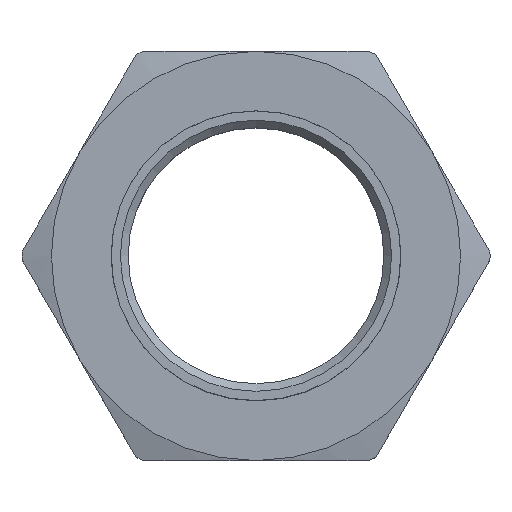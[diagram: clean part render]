
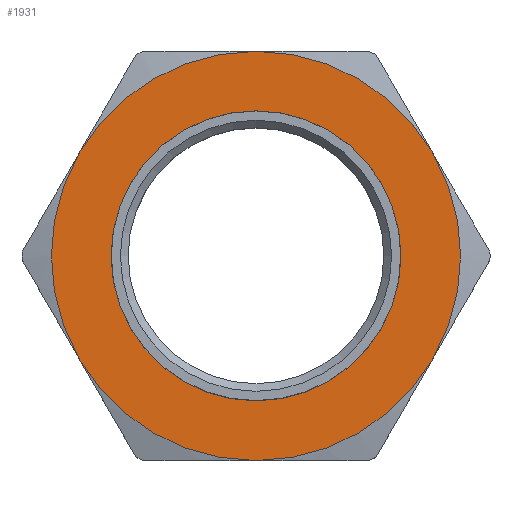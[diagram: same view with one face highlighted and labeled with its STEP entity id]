
A CAD part, top view. The second image highlights one B-rep face of the part: STEP entity #1931.
In plain terms, the highlighted planar face has unit normal (0, 0, 1).
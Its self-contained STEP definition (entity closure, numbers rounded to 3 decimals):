
#898=PLANE('',#1828);
#959=ORIENTED_EDGE('',*,*,#1231,.T.);
#960=ORIENTED_EDGE('',*,*,#1232,.T.);
#961=ORIENTED_EDGE('',*,*,#1233,.T.);
#962=ORIENTED_EDGE('',*,*,#1234,.T.);
#963=ORIENTED_EDGE('',*,*,#1235,.T.);
#964=ORIENTED_EDGE('',*,*,#1236,.T.);
#965=ORIENTED_EDGE('',*,*,#1237,.T.);
#966=ORIENTED_EDGE('',*,*,#1238,.T.);
#967=ORIENTED_EDGE('',*,*,#1239,.T.);
#968=ORIENTED_EDGE('',*,*,#1240,.T.);
#969=ORIENTED_EDGE('',*,*,#1223,.T.);
#970=ORIENTED_EDGE('',*,*,#1228,.T.);
#971=ORIENTED_EDGE('',*,*,#1241,.T.);
#1112=CIRCLE('',#1821,40.);
#1113=CIRCLE('',#1825,40.);
#1115=CIRCLE('',#1829,40.);
#1116=CIRCLE('',#1830,40.);
#1117=CIRCLE('',#1831,40.);
#1118=CIRCLE('',#1832,40.);
#1119=CIRCLE('',#1833,40.);
#1120=CIRCLE('',#1834,40.);
#1121=CIRCLE('',#1835,40.);
#1122=CIRCLE('',#1836,40.);
#1123=CIRCLE('',#1837,40.);
#1124=CIRCLE('',#1838,40.);
#1125=CIRCLE('',#1839,28.328);
#1162=VERTEX_POINT('',#1655);
#1163=VERTEX_POINT('',#1657);
#1166=VERTEX_POINT('',#1666);
#1168=VERTEX_POINT('',#1672);
#1169=VERTEX_POINT('',#1674);
#1170=VERTEX_POINT('',#1676);
#1171=VERTEX_POINT('',#1678);
#1172=VERTEX_POINT('',#1680);
#1173=VERTEX_POINT('',#1682);
#1174=VERTEX_POINT('',#1684);
#1175=VERTEX_POINT('',#1686);
#1176=VERTEX_POINT('',#1688);
#1177=VERTEX_POINT('',#1691);
#1223=EDGE_CURVE('',#1163,#1162,#1112,.T.);
#1228=EDGE_CURVE('',#1162,#1166,#1113,.T.);
#1231=EDGE_CURVE('',#1166,#1168,#1115,.T.);
#1232=EDGE_CURVE('',#1168,#1169,#1116,.T.);
#1233=EDGE_CURVE('',#1169,#1170,#1117,.T.);
#1234=EDGE_CURVE('',#1170,#1171,#1118,.T.);
#1235=EDGE_CURVE('',#1171,#1172,#1119,.T.);
#1236=EDGE_CURVE('',#1172,#1173,#1120,.T.);
#1237=EDGE_CURVE('',#1173,#1174,#1121,.T.);
#1238=EDGE_CURVE('',#1174,#1175,#1122,.T.);
#1239=EDGE_CURVE('',#1175,#1176,#1123,.T.);
#1240=EDGE_CURVE('',#1176,#1163,#1124,.T.);
#1241=EDGE_CURVE('',#1177,#1177,#1125,.T.);
#1295=EDGE_LOOP('',(#959,#960,#961,#962,#963,#964,#965,#966,#967,#968,#969,
#970));
#1296=EDGE_LOOP('',(#971));
#1345=FACE_BOUND('',#1295,.T.);
#1346=FACE_BOUND('',#1296,.T.);
#1430=DIRECTION('',(0.,0.,1.));
#1431=DIRECTION('',(40.,0.,0.));
#1440=DIRECTION('',(0.,0.,1.));
#1441=DIRECTION('',(40.,0.,0.));
#1446=DIRECTION('',(0.,0.,1.));
#1447=DIRECTION('',(0.,-1.,0.));
#1448=DIRECTION('',(0.,0.,1.));
#1449=DIRECTION('',(40.,0.,0.));
#1450=DIRECTION('',(0.,0.,1.));
#1451=DIRECTION('',(40.,0.,0.));
#1452=DIRECTION('',(0.,0.,1.));
#1453=DIRECTION('',(40.,0.,0.));
#1454=DIRECTION('',(0.,0.,1.));
#1455=DIRECTION('',(40.,0.,0.));
#1456=DIRECTION('',(0.,0.,1.));
#1457=DIRECTION('',(40.,0.,0.));
#1458=DIRECTION('',(0.,0.,1.));
#1459=DIRECTION('',(40.,0.,0.));
#1460=DIRECTION('',(0.,0.,1.));
#1461=DIRECTION('',(40.,0.,0.));
#1462=DIRECTION('',(0.,0.,1.));
#1463=DIRECTION('',(40.,0.,0.));
#1464=DIRECTION('',(0.,0.,1.));
#1465=DIRECTION('',(40.,0.,0.));
#1466=DIRECTION('',(0.,0.,1.));
#1467=DIRECTION('',(40.,0.,0.));
#1468=DIRECTION('',(0.,0.,-1.));
#1469=DIRECTION('',(28.328,0.,0.));
#1655=CARTESIAN_POINT('',(57.165,-19.93,59.418));
#1657=CARTESIAN_POINT('',(57.038,-20.151,59.418));
#1658=CARTESIAN_POINT('',(22.484,0.,59.418));
#1666=CARTESIAN_POINT('',(57.165,19.93,59.418));
#1667=CARTESIAN_POINT('',(22.484,0.,59.418));
#1671=CARTESIAN_POINT('',(62.484,0.,59.418));
#1672=CARTESIAN_POINT('',(57.038,20.151,59.418));
#1673=CARTESIAN_POINT('',(22.484,0.,59.418));
#1674=CARTESIAN_POINT('',(22.705,40.,59.418));
#1675=CARTESIAN_POINT('',(22.484,0.,59.418));
#1676=CARTESIAN_POINT('',(22.263,40.,59.418));
#1677=CARTESIAN_POINT('',(22.484,0.,59.418));
#1678=CARTESIAN_POINT('',(-12.07,20.151,59.418));
#1679=CARTESIAN_POINT('',(22.484,0.,59.418));
#1680=CARTESIAN_POINT('',(-12.197,19.93,59.418));
#1681=CARTESIAN_POINT('',(22.484,0.,59.418));
#1682=CARTESIAN_POINT('',(-12.197,-19.93,59.418));
#1683=CARTESIAN_POINT('',(22.484,0.,59.418));
#1684=CARTESIAN_POINT('',(-12.07,-20.151,59.418));
#1685=CARTESIAN_POINT('',(22.484,0.,59.418));
#1686=CARTESIAN_POINT('',(22.263,-40.,59.418));
#1687=CARTESIAN_POINT('',(22.484,0.,59.418));
#1688=CARTESIAN_POINT('',(22.705,-40.,59.418));
#1689=CARTESIAN_POINT('',(22.484,0.,59.418));
#1690=CARTESIAN_POINT('',(22.484,0.,59.418));
#1691=CARTESIAN_POINT('',(50.812,0.,59.418));
#1692=CARTESIAN_POINT('',(22.484,0.,59.418));
#1821=AXIS2_PLACEMENT_3D('',#1658,#1430,#1431);
#1825=AXIS2_PLACEMENT_3D('',#1667,#1440,#1441);
#1828=AXIS2_PLACEMENT_3D('',#1671,#1446,#1447);
#1829=AXIS2_PLACEMENT_3D('',#1673,#1448,#1449);
#1830=AXIS2_PLACEMENT_3D('',#1675,#1450,#1451);
#1831=AXIS2_PLACEMENT_3D('',#1677,#1452,#1453);
#1832=AXIS2_PLACEMENT_3D('',#1679,#1454,#1455);
#1833=AXIS2_PLACEMENT_3D('',#1681,#1456,#1457);
#1834=AXIS2_PLACEMENT_3D('',#1683,#1458,#1459);
#1835=AXIS2_PLACEMENT_3D('',#1685,#1460,#1461);
#1836=AXIS2_PLACEMENT_3D('',#1687,#1462,#1463);
#1837=AXIS2_PLACEMENT_3D('',#1689,#1464,#1465);
#1838=AXIS2_PLACEMENT_3D('',#1690,#1466,#1467);
#1839=AXIS2_PLACEMENT_3D('',#1692,#1468,#1469);
#1931=ADVANCED_FACE('',(#1345,#1346),#898,.T.);
